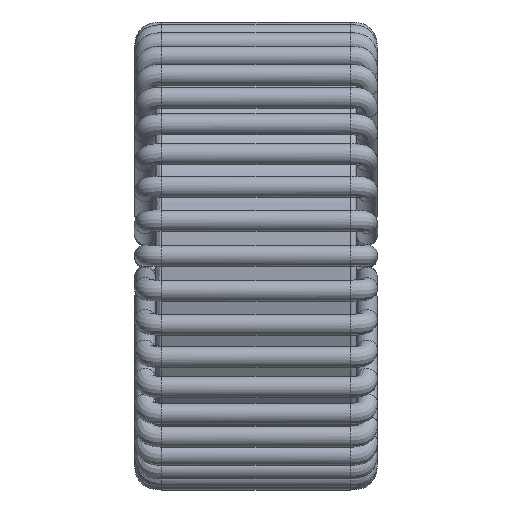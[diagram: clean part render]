
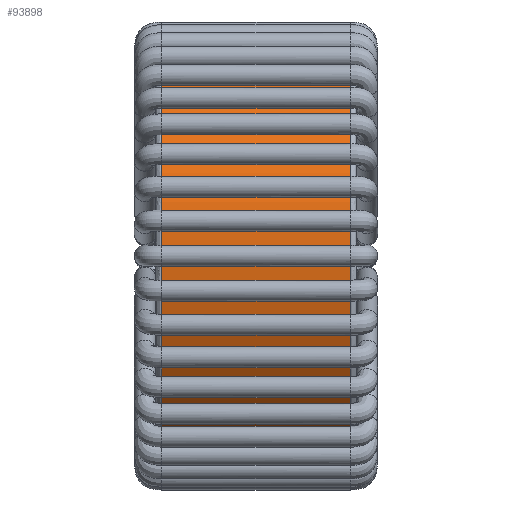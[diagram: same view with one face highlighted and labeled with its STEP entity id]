
A CAD part, top view. The second image highlights one B-rep face of the part: STEP entity #93898.
In plain terms, the highlighted free-form (B-spline) face has degree [2, 1] with [7, 2] control points.
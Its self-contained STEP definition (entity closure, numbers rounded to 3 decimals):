
#93720=CARTESIAN_POINT('',(-4.465,0.,10.1));
#93721=VERTEX_POINT('',#93720);
#93728=CARTESIAN_POINT('',(-4.465,0.,10.1));
#93729=CARTESIAN_POINT('',(-4.465,-10.1,10.1));
#93730=CARTESIAN_POINT('',(-4.465,-10.1,0.));
#93731=CARTESIAN_POINT('',(-4.465,-10.1,-10.1));
#93732=CARTESIAN_POINT('',(-4.465,0.,-10.1));
#93733=CARTESIAN_POINT('',(-4.465,10.1,-10.1));
#93734=CARTESIAN_POINT('',(-4.465,10.1,0.));
#93735=CARTESIAN_POINT('',(-4.465,10.1,10.1));
#93736=CARTESIAN_POINT('',(-4.465,0.,10.1));
#93737=(BOUNDED_CURVE()B_SPLINE_CURVE(2,(#93728,#93729,#93730,#93731,#93732,#93733,#93734,#93735,#93736),.CIRCULAR_ARC.,.T.,.U.)B_SPLINE_CURVE_WITH_KNOTS((3,2,2,2,3),(0.,0.25,0.5,0.75,1.),.UNSPECIFIED.)CURVE()GEOMETRIC_REPRESENTATION_ITEM()RATIONAL_B_SPLINE_CURVE((1.,0.707,1.,0.707,1.,0.707,1.,0.707,1.))REPRESENTATION_ITEM(''));
#93738=EDGE_CURVE('',#93721,#93721,#93737,.T.);
#93860=CARTESIAN_POINT('',(4.765,0.,10.1));
#93861=CARTESIAN_POINT('',(-4.765,0.,10.1));
#93862=CARTESIAN_POINT('',(4.765,17.494,10.1));
#93863=CARTESIAN_POINT('',(-4.765,17.494,10.1));
#93864=CARTESIAN_POINT('',(4.765,8.747,-5.05));
#93865=CARTESIAN_POINT('',(-4.765,8.747,-5.05));
#93866=CARTESIAN_POINT('',(4.765,0.,-20.2));
#93867=CARTESIAN_POINT('',(-4.765,0.,-20.2));
#93868=CARTESIAN_POINT('',(4.765,-8.747,-5.05));
#93869=CARTESIAN_POINT('',(-4.765,-8.747,-5.05));
#93870=CARTESIAN_POINT('',(4.765,-17.494,10.1));
#93871=CARTESIAN_POINT('',(-4.765,-17.494,10.1));
#93872=CARTESIAN_POINT('',(4.765,0.,10.1));
#93873=CARTESIAN_POINT('',(-4.765,0.,10.1));
#93874=(BOUNDED_SURFACE()B_SPLINE_SURFACE(2,1,((#93860,#93861),(#93862,#93863),(#93864,#93865),(#93866,#93867),(#93868,#93869),(#93870,#93871),(#93872,#93873)),.CYLINDRICAL_SURF.,.T.,.F.,.U.)B_SPLINE_SURFACE_WITH_KNOTS((3,2,2,3),(2,2),(0.,0.333,0.667,1.),(0.,1.),.UNSPECIFIED.)GEOMETRIC_REPRESENTATION_ITEM()RATIONAL_B_SPLINE_SURFACE(((1.,1.),(0.5,0.5),(1.,1.),(0.5,0.5),(1.,1.),(0.5,0.5),(1.,1.)))REPRESENTATION_ITEM('')SURFACE());
#93875=CARTESIAN_POINT('',(4.465,0.,10.1));
#93876=VERTEX_POINT('',#93875);
#93877=CARTESIAN_POINT('',(4.465,0.,10.1));
#93878=CARTESIAN_POINT('',(4.465,-10.1,10.1));
#93879=CARTESIAN_POINT('',(4.465,-10.1,0.));
#93880=CARTESIAN_POINT('',(4.465,-10.1,-10.1));
#93881=CARTESIAN_POINT('',(4.465,0.,-10.1));
#93882=CARTESIAN_POINT('',(4.465,10.1,-10.1));
#93883=CARTESIAN_POINT('',(4.465,10.1,0.));
#93884=CARTESIAN_POINT('',(4.465,10.1,10.1));
#93885=CARTESIAN_POINT('',(4.465,0.,10.1));
#93886=(BOUNDED_CURVE()B_SPLINE_CURVE(2,(#93877,#93878,#93879,#93880,#93881,#93882,#93883,#93884,#93885),.CIRCULAR_ARC.,.T.,.U.)B_SPLINE_CURVE_WITH_KNOTS((3,2,2,2,3),(0.,0.25,0.5,0.75,1.),.UNSPECIFIED.)CURVE()GEOMETRIC_REPRESENTATION_ITEM()RATIONAL_B_SPLINE_CURVE((1.,0.707,1.,0.707,1.,0.707,1.,0.707,1.))REPRESENTATION_ITEM(''));
#93887=EDGE_CURVE('',#93876,#93876,#93886,.T.);
#93888=ORIENTED_EDGE('',*,*,#93887,.F.);
#93889=CARTESIAN_POINT('',(4.465,0.,10.1));
#93890=CARTESIAN_POINT('',(-4.465,0.,10.1));
#93891=B_SPLINE_CURVE_WITH_KNOTS('',1,(#93889,#93890),.POLYLINE_FORM.,.F.,.U.,(2,2),(0.031,0.969),.UNSPECIFIED.);
#93892=EDGE_CURVE('',#93876,#93721,#93891,.T.);
#93893=ORIENTED_EDGE('',*,*,#93892,.T.);
#93894=ORIENTED_EDGE('',*,*,#93738,.T.);
#93895=ORIENTED_EDGE('',*,*,#93892,.F.);
#93896=EDGE_LOOP('',(#93888,#93893,#93894,#93895));
#93897=FACE_OUTER_BOUND('',#93896,.T.);
#93898=ADVANCED_FACE('',(#93897),#93874,.T.);
